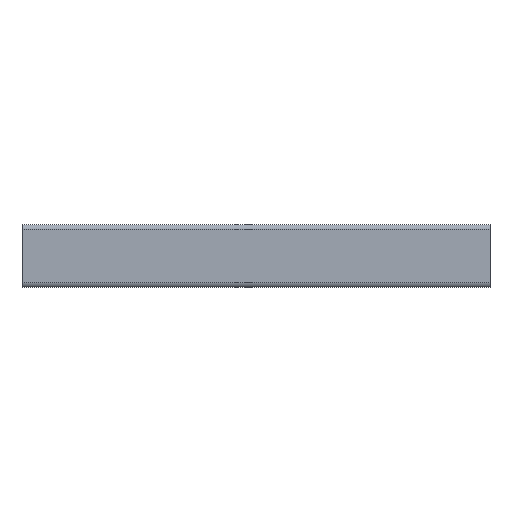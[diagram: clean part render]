
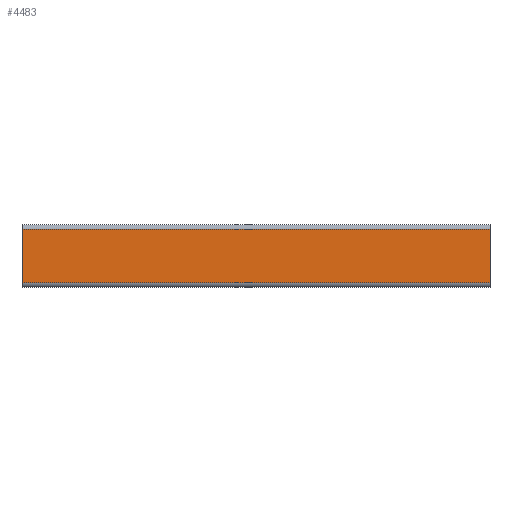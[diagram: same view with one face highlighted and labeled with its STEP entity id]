
A CAD part, left-side view. The second image highlights one B-rep face of the part: STEP entity #4483.
In plain terms, the highlighted face is planar.
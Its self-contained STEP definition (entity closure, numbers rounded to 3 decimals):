
#1579 = EDGE_LOOP ( 'NONE', ( #4758, #4753, #4744, #4759 ) ) ;
#2235 = LINE ( 'NONE', #2240, #3782 ) ;
#2237 = LINE ( 'NONE', #2238, #3752 ) ;
#2238 = CARTESIAN_POINT ( 'NONE',  ( 20.011, -17., -300. ) ) ;
#2240 = CARTESIAN_POINT ( 'NONE',  ( 20.011, 17., -300. ) ) ;
#2241 = DIRECTION ( 'NONE',  ( 0., 0., 1. ) ) ;
#2245 = DIRECTION ( 'NONE',  ( 0., 1., 0. ) ) ;
#2363 = DIRECTION ( 'NONE',  ( 0., 0., 1. ) ) ;
#2368 = LINE ( 'NONE', #2378, #3912 ) ;
#2372 = DIRECTION ( 'NONE',  ( 0., 1., 0. ) ) ;
#2373 = LINE ( 'NONE', #2381, #3945 ) ;
#2378 = CARTESIAN_POINT ( 'NONE',  ( 20.011, -17., 0. ) ) ;
#2381 = CARTESIAN_POINT ( 'NONE',  ( 20.011, -17., -300. ) ) ;
#2583 = PLANE ( 'NONE',  #4253 ) ;
#2584 = CARTESIAN_POINT ( 'NONE',  ( 20.011, -17., -300. ) ) ;
#2631 = DIRECTION ( 'NONE',  ( 1., 0., 0. ) ) ;
#2635 = FACE_OUTER_BOUND ( 'NONE', #1579, .T. ) ;
#2642 = DIRECTION ( 'NONE',  ( 0., 0., -1. ) ) ;
#3752 = VECTOR ( 'NONE', #2245, 1000. ) ;
#3782 = VECTOR ( 'NONE', #2241, 1000. ) ;
#3912 = VECTOR ( 'NONE', #2372, 1000. ) ;
#3945 = VECTOR ( 'NONE', #2363, 1000. ) ;
#4253 = AXIS2_PLACEMENT_3D ( 'NONE', #2584, #2631, #2642 ) ;
#4483 = ADVANCED_FACE ( 'NONE', ( #2635 ), #2583, .T. ) ;
#4744 = ORIENTED_EDGE ( 'NONE', *, *, #8021, .T. ) ;
#4753 = ORIENTED_EDGE ( 'NONE', *, *, #8066, .F. ) ;
#4758 = ORIENTED_EDGE ( 'NONE', *, *, #8064, .F. ) ;
#4759 = ORIENTED_EDGE ( 'NONE', *, *, #8019, .T. ) ;
#4835 = VERTEX_POINT ( 'NONE', #6671 ) ;
#4874 = VERTEX_POINT ( 'NONE', #6760 ) ;
#4888 = VERTEX_POINT ( 'NONE', #6840 ) ;
#4921 = VERTEX_POINT ( 'NONE', #6886 ) ;
#6671 = CARTESIAN_POINT ( 'NONE',  ( 20.011, 17., -300. ) ) ;
#6760 = CARTESIAN_POINT ( 'NONE',  ( 20.011, 17., 0. ) ) ;
#6840 = CARTESIAN_POINT ( 'NONE',  ( 20.011, -17., -300. ) ) ;
#6886 = CARTESIAN_POINT ( 'NONE',  ( 20.011, -17., 0. ) ) ;
#8019 = EDGE_CURVE ( 'NONE', #4835, #4874, #2235, .T. ) ;
#8021 = EDGE_CURVE ( 'NONE', #4888, #4835, #2237, .T. ) ;
#8064 = EDGE_CURVE ( 'NONE', #4921, #4874, #2368, .T. ) ;
#8066 = EDGE_CURVE ( 'NONE', #4888, #4921, #2373, .T. ) ;
